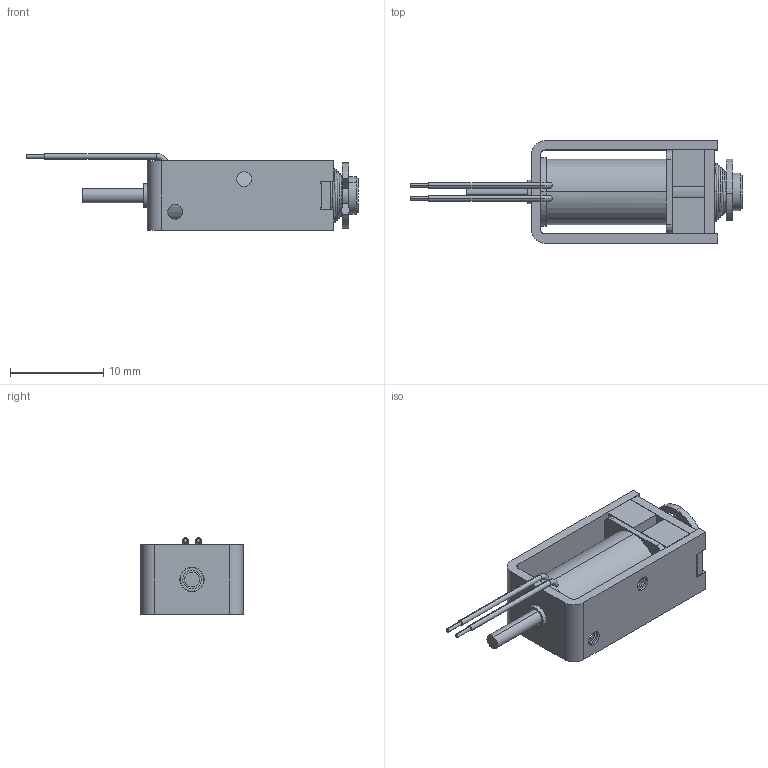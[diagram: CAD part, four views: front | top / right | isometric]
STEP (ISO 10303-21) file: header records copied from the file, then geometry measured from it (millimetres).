
FILE_DESCRIPTION (( 'STEP AP203' ), '1' );
FILE_NAME ('K0420S.STEP', '2019-05-22T01:03:58', ( 'user' ), ( '' ), 'SwSTEP 2.0', 'SolidWorks 2011', '' );
FILE_SCHEMA (( 'CONFIG_CONTROL_DESIGN' ));
Length unit declared in the file: millimetre
Products named in the file (11): K0420S; K0420S白鐵條; K0420S可動(標); K0420下出線; BD031064壓縮1.4mm; BD020301; DE040015; BD130701; DA040161; DF041028; DD04208R
Assembly tree (11 placements, depth 2):
  K0420S
    K0420S可動(標)
    BD031064壓縮1.4mm
    BD130701  x2
    K0420下出線
    DE040015
    DF041028
    DD04208R
    DA040161
    K0420S白鐵條
    BD020301
Bounding box: 35.6 x 11 x 8.25 mm (x, y, z)
Volume: 1225.5 mm3; surface area: 3081.2 mm2
Topology: 11 solids, 11 shells, 198 faces, 471 edges, 299 vertices
Faces by surface type: plane 83, cylinder 75, cone 32, torus 6, bspline 2
Entity records: 8850 total; most frequent: CARTESIAN_POINT 3086, DIRECTION 1031, ORIENTED_EDGE 902, EDGE_CURVE 451, AXIS2_PLACEMENT_3D 392, VERTEX_POINT 287, LINE 247, VECTOR 247
